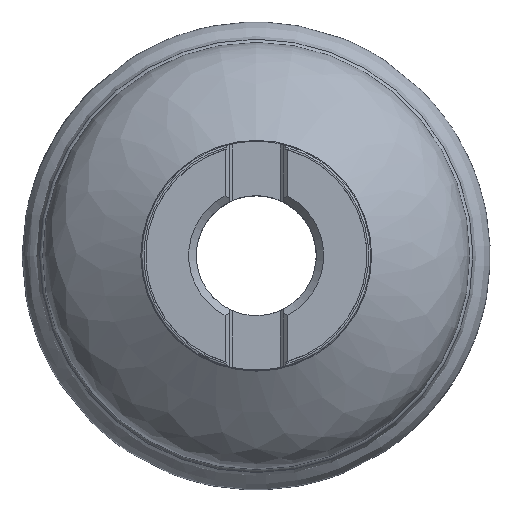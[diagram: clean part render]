
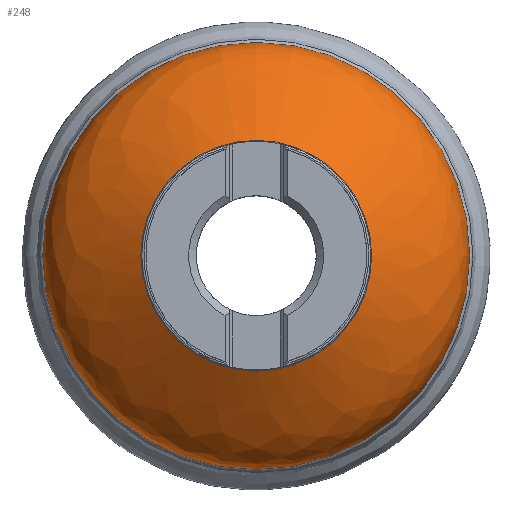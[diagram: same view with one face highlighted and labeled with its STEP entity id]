
A CAD part, top view. The second image highlights one B-rep face of the part: STEP entity #248.
In plain terms, the highlighted face is a revolution surface.
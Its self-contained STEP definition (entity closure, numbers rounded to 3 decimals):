
#196=SURFACE_OF_REVOLUTION('',#198,#197);
#197=AXIS1_PLACEMENT('',#1367,#1114);
#198=B_SPLINE_CURVE_WITH_KNOTS('',3,(#1363,#1364,#1365,#1366),
 .UNSPECIFIED.,.F.,.F.,(4,4),(0.,1.),.UNSPECIFIED.);
#248=ADVANCED_FACE('CN_SU3',(#328,#329),#196,.F.);
#328=FACE_BOUND('',#375,.T.);
#329=FACE_BOUND('',#376,.T.);
#375=EDGE_LOOP('',(#445));
#376=EDGE_LOOP('',(#446));
#445=ORIENTED_EDGE('',*,*,#693,.T.);
#446=ORIENTED_EDGE('',*,*,#694,.F.);
#622=VERTEX_POINT('',#1359);
#623=VERTEX_POINT('',#1362);
#693=EDGE_CURVE('',#622,#622,#787,.T.);
#694=EDGE_CURVE('',#623,#623,#788,.T.);
#787=CIRCLE('',#959,56.957);
#788=CIRCLE('',#961,30.794);
#959=AXIS2_PLACEMENT_3D('',#1358,#1108,#1109);
#961=AXIS2_PLACEMENT_3D('',#1361,#1112,#1113);
#1108=DIRECTION('',(0.,0.,1.));
#1109=DIRECTION('',(0.,1.,0.));
#1112=DIRECTION('',(0.,0.,1.));
#1113=DIRECTION('',(0.,1.,0.));
#1114=DIRECTION('',(0.,0.,1.));
#1358=CARTESIAN_POINT('',(0.,0.,-43.));
#1359=CARTESIAN_POINT('',(0.,56.957,-43.));
#1361=CARTESIAN_POINT('',(0.,0.,-15.619));
#1362=CARTESIAN_POINT('',(0.,30.794,-15.619));
#1363=CARTESIAN_POINT('',(-30.794,0.,-15.619));
#1364=CARTESIAN_POINT('',(-42.14,0.,-24.892));
#1365=CARTESIAN_POINT('',(-56.957,0.,-30.328));
#1366=CARTESIAN_POINT('',(-56.957,0.,-43.));
#1367=CARTESIAN_POINT('',(0.,0.,1.));
